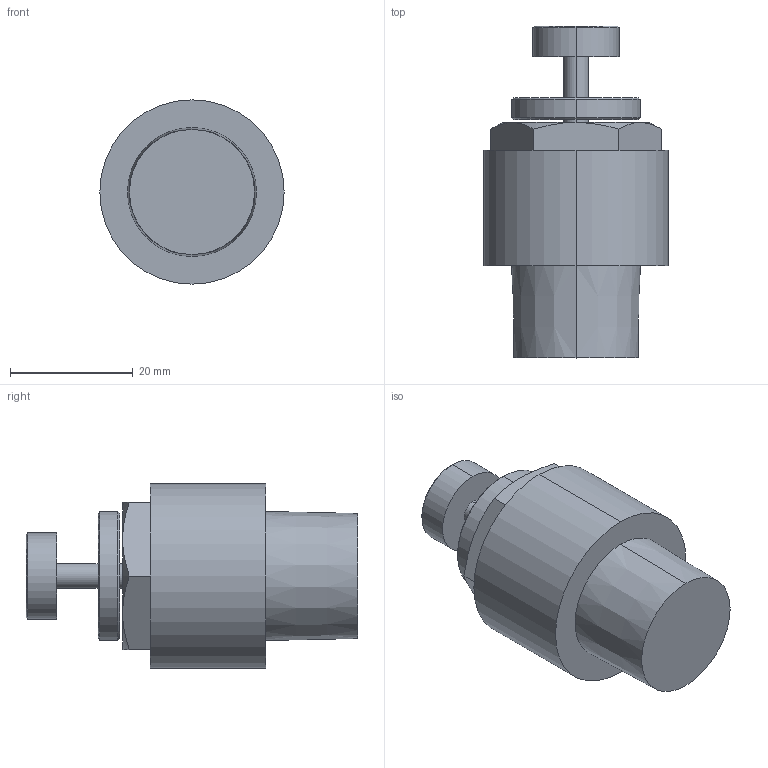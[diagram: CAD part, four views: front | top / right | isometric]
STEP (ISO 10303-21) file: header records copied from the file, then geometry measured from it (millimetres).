
FILE_DESCRIPTION (( 'STEP AP214' ), '1' );
FILE_NAME ('ASASN2-1024230138021.step', '2006-10-25T03:00:19', ( 'SysAdmin' ), ( 'SolidWorks' ), 'SwSTEP 2.0', 'SolidWorks 2007', '' );
FILE_SCHEMA (( 'AUTOMOTIVE_DESIGN' ));
Length unit declared in the file: millimetre
Products named in the file (2): ASASN2-1024230138021; ASN2-04.step_ASN23060 Body_04
Assembly tree (1 placements, depth 2):
  ASASN2-1024230138021
    ASN2-04.step_ASN23060 Body_04
Bounding box: 30 x 54 x 30 mm (x, y, z)
Volume: 22620.9 mm3; surface area: 5955.2 mm2
Topology: 1 solids, 1 shells, 38 faces, 78 edges, 48 vertices
Faces by surface type: cone 14, plane 14, cylinder 10
Entity records: 1281 total; most frequent: CARTESIAN_POINT 240, DIRECTION 186, ORIENTED_EDGE 156, EDGE_CURVE 78, AXIS2_PLACEMENT_3D 78, VERTEX_POINT 48, EDGE_LOOP 44, FACE_OUTER_BOUND 38
